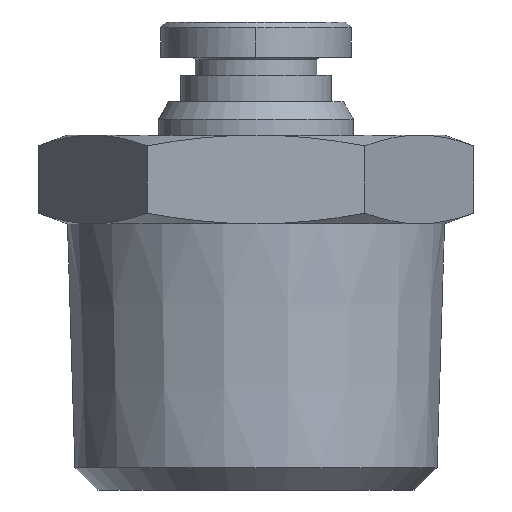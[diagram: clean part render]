
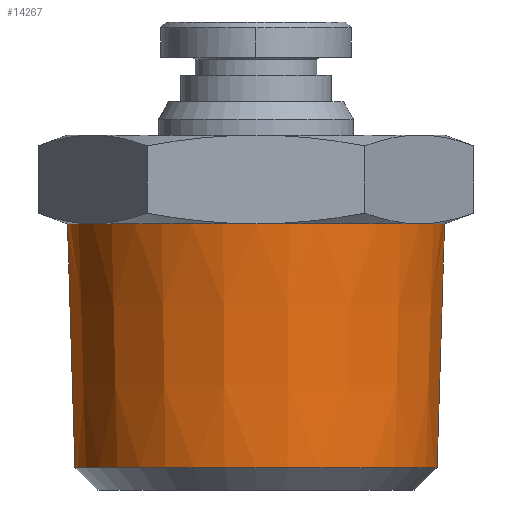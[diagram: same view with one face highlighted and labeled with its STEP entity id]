
A CAD part, left-side view. The second image highlights one B-rep face of the part: STEP entity #14267.
In plain terms, the highlighted conical face has half-angle 1.754 degrees and reference radius 8.316 mm.
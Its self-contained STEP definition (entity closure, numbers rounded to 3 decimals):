
#257=CARTESIAN_POINT('',(-8.163,0.,-6.35));
#258=VERTEX_POINT('',#257);
#259=CARTESIAN_POINT('',(-8.5,0.,4.65));
#260=VERTEX_POINT('',#259);
#261=CARTESIAN_POINT('',(-8.163,0.,-6.35));
#262=DIRECTION('',(-0.031,0.,1.));
#263=VECTOR('',#262,11.006);
#264=LINE('',#261,#263);
#265=EDGE_CURVE('',#258,#260,#264,.T.);
#267=CARTESIAN_POINT('',(8.163,0.,-6.35));
#268=VERTEX_POINT('',#267);
#276=CARTESIAN_POINT('',(8.5,0.,4.65));
#277=VERTEX_POINT('',#276);
#278=CARTESIAN_POINT('',(8.5,0.,4.65));
#279=DIRECTION('',(-0.031,0.,-1.));
#280=VECTOR('',#279,11.006);
#281=LINE('',#278,#280);
#282=EDGE_CURVE('',#277,#268,#281,.T.);
#349=CARTESIAN_POINT('',(0.0,0.,-6.35));
#350=DIRECTION('',(0.0,0.0,-1.0));
#351=DIRECTION('',(1.0,0.0,0.0));
#352=AXIS2_PLACEMENT_3D('',#349,#350,#351);
#353=CIRCLE('',#352,8.163);
#354=EDGE_CURVE('',#258,#268,#353,.T.);
#452=CARTESIAN_POINT('',(-7.361,4.25,4.65));
#453=VERTEX_POINT('',#452);
#467=CARTESIAN_POINT('',(0.0,0.0,4.65));
#468=DIRECTION('',(0.0,0.0,1.0));
#469=DIRECTION('',(-1.0,0.0,0.0));
#470=AXIS2_PLACEMENT_3D('',#467,#468,#469);
#471=CIRCLE('',#470,8.5);
#472=EDGE_CURVE('',#453,#260,#471,.T.);
#490=CARTESIAN_POINT('',(7.361,4.25,4.65));
#491=VERTEX_POINT('',#490);
#492=CARTESIAN_POINT('',(0.0,0.0,4.65));
#493=DIRECTION('',(0.0,0.0,1.0));
#494=DIRECTION('',(-1.0,0.0,0.0));
#495=AXIS2_PLACEMENT_3D('',#492,#493,#494);
#496=CIRCLE('',#495,8.5);
#497=EDGE_CURVE('',#277,#491,#496,.T.);
#13698=CARTESIAN_POINT('',(0.,8.5,4.65));
#13699=VERTEX_POINT('',#13698);
#13726=CARTESIAN_POINT('',(0.0,0.0,4.65));
#13727=DIRECTION('',(0.0,0.0,1.0));
#13728=DIRECTION('',(-1.0,0.0,0.0));
#13729=AXIS2_PLACEMENT_3D('',#13726,#13727,#13728);
#13730=CIRCLE('',#13729,8.5);
#13731=EDGE_CURVE('',#491,#13699,#13730,.T.);
#13769=CARTESIAN_POINT('',(0.0,0.0,4.65));
#13770=DIRECTION('',(0.0,0.0,1.0));
#13771=DIRECTION('',(-1.0,0.0,0.0));
#13772=AXIS2_PLACEMENT_3D('',#13769,#13770,#13771);
#13773=CIRCLE('',#13772,8.5);
#13774=EDGE_CURVE('',#13699,#453,#13773,.T.);
#14253=CARTESIAN_POINT('',(0.0,0.0,-1.35));
#14254=DIRECTION('',(0.0,0.0,1.0));
#14255=DIRECTION('',(-1.0,0.0,0.0));
#14256=AXIS2_PLACEMENT_3D('',#14253,#14254,#14255);
#14257=CONICAL_SURFACE('',#14256,8.316,1.754);
#14258=ORIENTED_EDGE('',*,*,#265,.T.);
#14259=ORIENTED_EDGE('',*,*,#472,.F.);
#14260=ORIENTED_EDGE('',*,*,#13774,.F.);
#14261=ORIENTED_EDGE('',*,*,#13731,.F.);
#14262=ORIENTED_EDGE('',*,*,#497,.F.);
#14263=ORIENTED_EDGE('',*,*,#282,.T.);
#14264=ORIENTED_EDGE('',*,*,#354,.F.);
#14265=EDGE_LOOP('',(#14258,#14259,#14260,#14261,#14262,#14263,#14264));
#14266=FACE_OUTER_BOUND('',#14265,.T.);
#14267=ADVANCED_FACE('',(#14266),#14257,.T.);
